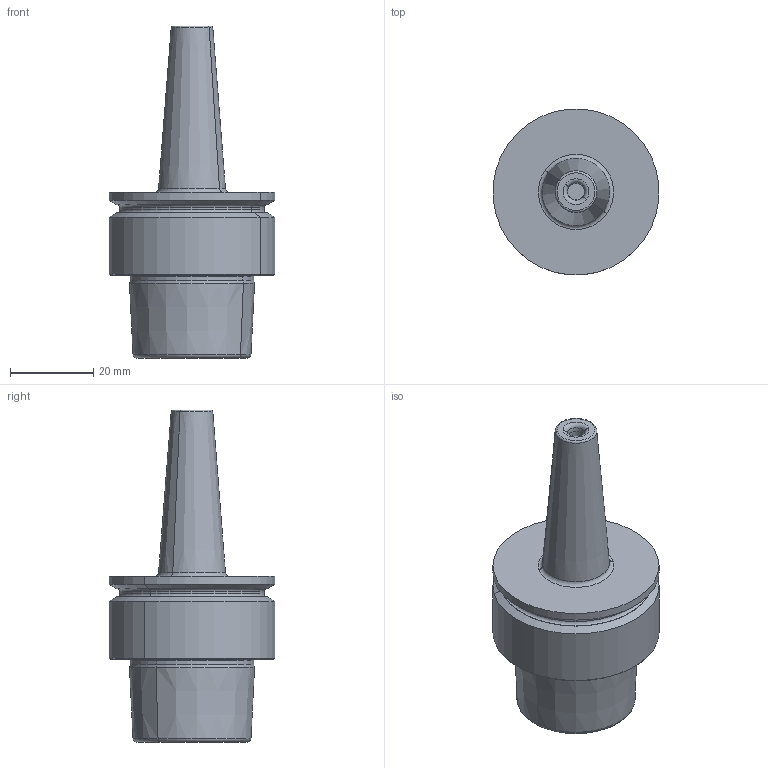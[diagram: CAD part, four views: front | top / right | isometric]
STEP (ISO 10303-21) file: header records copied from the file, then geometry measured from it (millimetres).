
FILE_DESCRIPTION((''),'2;1');
FILE_NAME('606166641-000-CD1','2013-10-14T',('brunnert'),(''),'PRO/ENGINEER BY PARAMETRIC TECHNOLOGY CORPORATION, 2011220','PRO/ENGINEER BY PARAMETRIC TECHNOLOGY CORPORATION, 2011220','');
FILE_SCHEMA(('AUTOMOTIVE_DESIGN_CC2 { 1 2 10303 214 -1 1 5 2 }'));
Length unit declared in the file: millimetre
Products named in the file (1): 606166641-000-CD1
Bounding box: 39.85 x 39.85 x 79.9 mm (x, y, z)
Volume: 43079.4 mm3; surface area: 8768.1 mm2
Topology: 1 solids, 1 shells, 49 faces, 797 edges, 1256 vertices
Faces by surface type: cone 16, torus 16, cylinder 10, plane 7
Entity records: 8388 total; most frequent: CARTESIAN_POINT 2658, PRESENTATION_STYLE_ASSIGNMENT 877, STYLED_ITEM 877, CURVE_STYLE 838, DIRECTION 591, B_SPLINE_CURVE_WITH_KNOTS 430, TRIMMED_CURVE 271, VECTOR 251
